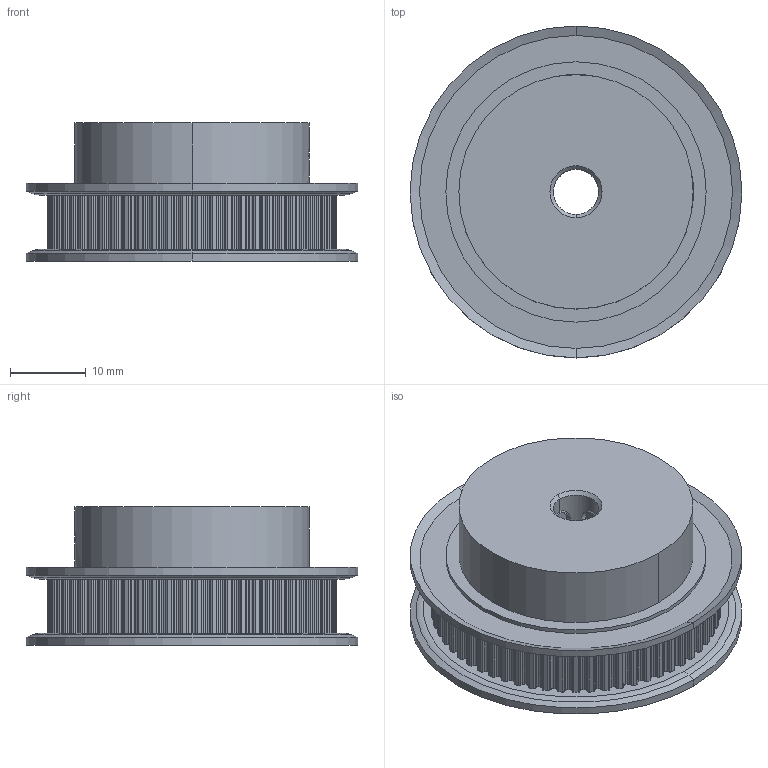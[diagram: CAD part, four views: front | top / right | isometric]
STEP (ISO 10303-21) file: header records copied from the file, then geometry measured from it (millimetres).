
FILE_DESCRIPTION((''),'2;1');
FILE_NAME('30','2020-07-27T',('SYSTEM'),(''),'PRO/ENGINEER BY PARAMETRIC TECHNOLOGY CORPORATION, 2016360','PRO/ENGINEER BY PARAMETRIC TECHNOLOGY CORPORATION, 2016360','');
FILE_SCHEMA(('AUTOMOTIVE_DESIGN { 1 0 10303 214 1 1 1 1 }'));
Length unit declared in the file: millimetre
Products named in the file (1): 30
Bounding box: 43.9 x 43.9 x 18.3 mm (x, y, z)
Volume: 17630.6 mm3; surface area: 6519.8 mm2
Topology: 1 solids, 1 shells, 549 faces, 1598 edges, 1060 vertices
Faces by surface type: cylinder 320, plane 205, cone 20, torus 4
Entity records: 18895 total; most frequent: CARTESIAN_POINT 3553, DIRECTION 3358, ORIENTED_EDGE 3196, EDGE_CURVE 1598, AXIS2_PLACEMENT_3D 1219, VERTEX_POINT 1060, VECTOR 920, LINE 920
